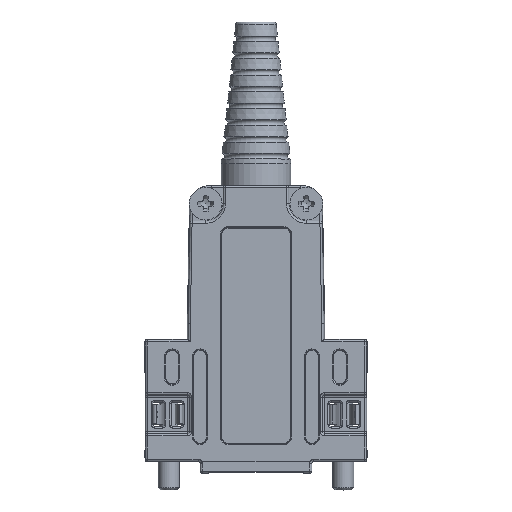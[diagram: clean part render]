
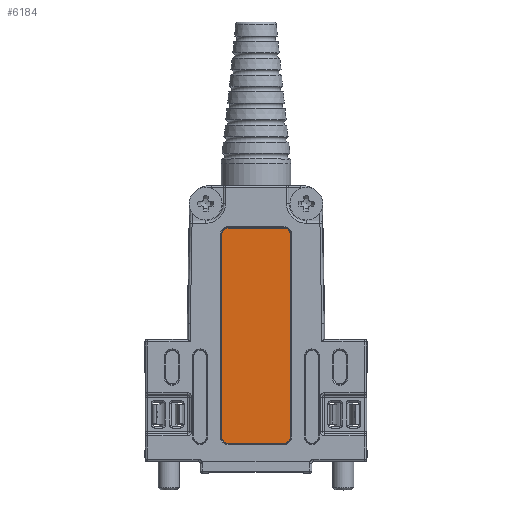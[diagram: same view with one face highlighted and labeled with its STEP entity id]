
A CAD part, top view. The second image highlights one B-rep face of the part: STEP entity #6184.
In plain terms, the highlighted face is planar.
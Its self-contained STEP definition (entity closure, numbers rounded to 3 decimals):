
#6184=ADVANCED_FACE('',(#9333),#7756,.F.);
#7756=PLANE('',#42159);
#9333=FACE_OUTER_BOUND('',#11702,.T.);
#11702=EDGE_LOOP('',(#19933,#19934,#19935,#19936,#19937,#19938,#19939,#19940));
#13477=ELLIPSE('',#42155,0.9,0.9);
#13478=ELLIPSE('',#42156,0.9,0.9);
#13479=ELLIPSE('',#42157,0.9,0.9);
#13480=ELLIPSE('',#42158,0.9,0.9);
#19933=ORIENTED_EDGE('',*,*,#32187,.T.);
#19934=ORIENTED_EDGE('',*,*,#32188,.T.);
#19935=ORIENTED_EDGE('',*,*,#32189,.T.);
#19936=ORIENTED_EDGE('',*,*,#32190,.T.);
#19937=ORIENTED_EDGE('',*,*,#32191,.T.);
#19938=ORIENTED_EDGE('',*,*,#32192,.T.);
#19939=ORIENTED_EDGE('',*,*,#32193,.T.);
#19940=ORIENTED_EDGE('',*,*,#32194,.T.);
#27487=VERTEX_POINT('',#69801);
#27488=VERTEX_POINT('',#69802);
#27489=VERTEX_POINT('',#69804);
#27490=VERTEX_POINT('',#69806);
#27491=VERTEX_POINT('',#69808);
#27492=VERTEX_POINT('',#69810);
#27493=VERTEX_POINT('',#69812);
#27494=VERTEX_POINT('',#69814);
#32187=EDGE_CURVE('',#27487,#27488,#36325,.T.);
#32188=EDGE_CURVE('',#27488,#27489,#13477,.T.);
#32189=EDGE_CURVE('',#27489,#27490,#36326,.T.);
#32190=EDGE_CURVE('',#27490,#27491,#13478,.T.);
#32191=EDGE_CURVE('',#27491,#27492,#36327,.T.);
#32192=EDGE_CURVE('',#27492,#27493,#13479,.T.);
#32193=EDGE_CURVE('',#27493,#27494,#36328,.T.);
#32194=EDGE_CURVE('',#27494,#27487,#13480,.T.);
#36325=LINE('',#69800,#38987);
#36326=LINE('',#69805,#38988);
#36327=LINE('',#69809,#38989);
#36328=LINE('',#69813,#38990);
#38987=VECTOR('',#50663,1.);
#38988=VECTOR('',#50666,1.);
#38989=VECTOR('',#50669,1.);
#38990=VECTOR('',#50672,1.);
#42155=AXIS2_PLACEMENT_3D('',#69803,#50664,#50665);
#42156=AXIS2_PLACEMENT_3D('',#69807,#50667,#50668);
#42157=AXIS2_PLACEMENT_3D('',#69811,#50670,#50671);
#42158=AXIS2_PLACEMENT_3D('',#69815,#50673,#50674);
#42159=AXIS2_PLACEMENT_3D('',#69816,#50675,#50676);
#50663=DIRECTION('',(0.,-1.,0.));
#50664=DIRECTION('',(0.,0.,-1.));
#50665=DIRECTION('',(0.707,-0.707,0.));
#50666=DIRECTION('',(-1.,0.,0.));
#50667=DIRECTION('',(0.,0.,-1.));
#50668=DIRECTION('',(-0.707,-0.707,0.));
#50669=DIRECTION('',(0.,1.,0.));
#50670=DIRECTION('',(0.,0.,-1.));
#50671=DIRECTION('',(-0.707,0.707,0.));
#50672=DIRECTION('',(1.,0.,0.));
#50673=DIRECTION('',(0.,0.,-1.));
#50674=DIRECTION('',(0.707,0.707,0.));
#50675=DIRECTION('',(0.,0.,1.));
#50676=DIRECTION('',(1.,0.,0.));
#69800=CARTESIAN_POINT('',(4.898,0.,0.2));
#69801=CARTESIAN_POINT('',(4.898,-7.002,0.2));
#69802=CARTESIAN_POINT('',(4.898,-35.998,0.2));
#69803=CARTESIAN_POINT('',(3.998,-35.998,0.2));
#69804=CARTESIAN_POINT('',(3.998,-36.898,0.2));
#69805=CARTESIAN_POINT('',(0.,-36.898,0.2));
#69806=CARTESIAN_POINT('',(-3.998,-36.898,0.2));
#69807=CARTESIAN_POINT('',(-3.998,-35.998,0.2));
#69808=CARTESIAN_POINT('',(-4.898,-35.998,0.2));
#69809=CARTESIAN_POINT('',(-4.898,0.,0.2));
#69810=CARTESIAN_POINT('',(-4.898,-7.002,0.2));
#69811=CARTESIAN_POINT('',(-3.998,-7.002,0.2));
#69812=CARTESIAN_POINT('',(-3.998,-6.102,0.2));
#69813=CARTESIAN_POINT('',(0.,-6.102,0.2));
#69814=CARTESIAN_POINT('',(3.998,-6.102,0.2));
#69815=CARTESIAN_POINT('',(3.998,-7.002,0.2));
#69816=CARTESIAN_POINT('',(0.,0.,0.2));
